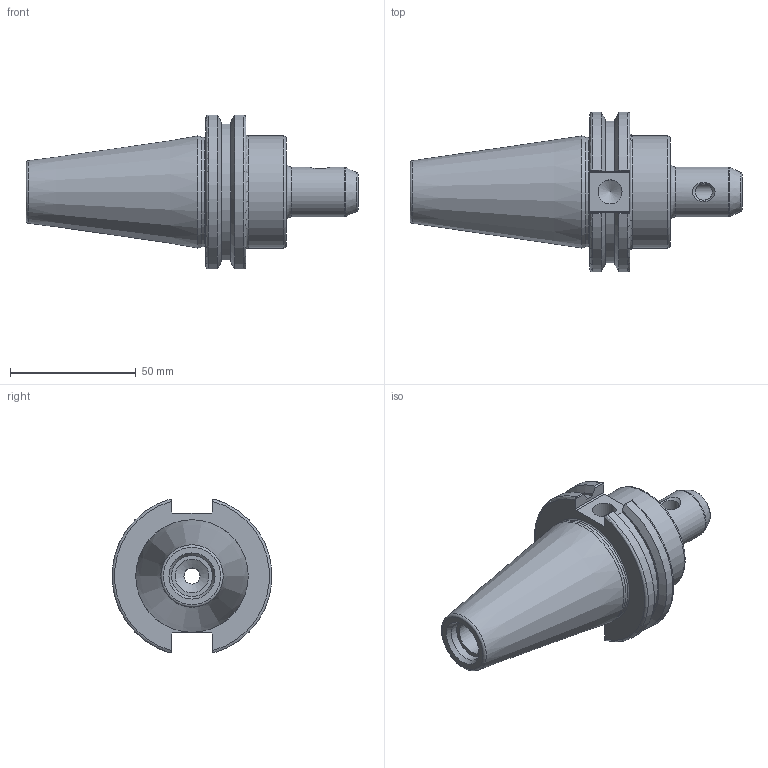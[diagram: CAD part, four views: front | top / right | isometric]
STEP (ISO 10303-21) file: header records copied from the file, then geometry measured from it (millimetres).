
FILE_DESCRIPTION(/* description */ (''),/* implementation_level */ '2;1');
FILE_NAME(/* name */ 'AK002B25.stp',/* time_stamp */ '2025-01-03T13:59:06+09:00',/* author */ ('YSH'),/* organization */ (''),/* preprocessor_version */ 'ST-DEVELOPER v20',/* originating_system */ 'Autodesk Inventor 2025',/* authorisation */ '');
FILE_SCHEMA (('AUTOMOTIVE_DESIGN { 1 0 10303 214 3 1 1 }'));
Length unit declared in the file: millimetre
Products named in the file (1): LO-CAT40-EMH6.35-63.5
Bounding box: 131.75 x 63.26 x 61.09 mm (x, y, z)
Volume: 130878.3 mm3; surface area: 25341.1 mm2
Topology: 1 solids, 1 shells, 67 faces, 183 edges, 120 vertices
Faces by surface type: plane 28, cylinder 14, cone 13, torus 12
Full cylindrical faces by diameter (mm): 6.35 x1, 6.782 x1, 9.525 x1, 13.386 x1, 16.3 x1, 19.812 x1, 43.6 x1, 44.45 x1
Entity records: 2326 total; most frequent: CARTESIAN_POINT 614, ORIENTED_EDGE 364, DIRECTION 343, EDGE_CURVE 182, AXIS2_PLACEMENT_3D 135, VERTEX_POINT 120, EDGE_LOOP 74, LINE 73
